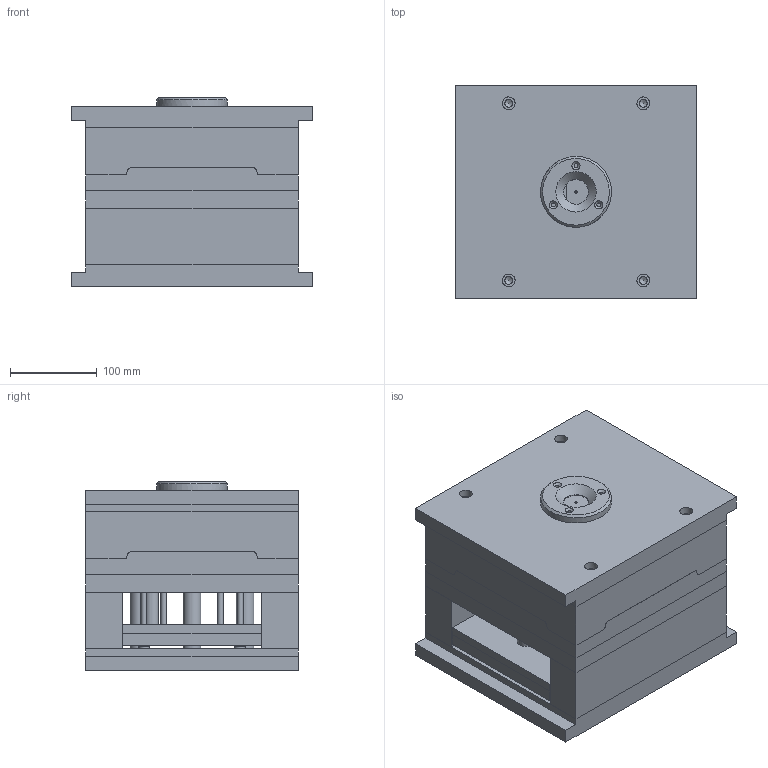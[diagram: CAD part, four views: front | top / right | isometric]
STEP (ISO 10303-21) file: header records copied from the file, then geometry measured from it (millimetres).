
FILE_DESCRIPTION(('FreeCAD Model'),'2;1');
FILE_NAME('Open CASCADE Shape Model','2025-05-04T18:07:45',('FreeCAD'),( 'FreeCAD'),'Open CASCADE STEP processor 7.6','FreeCAD','Unknown');
FILE_SCHEMA(('AUTOMOTIVE_DESIGN { 1 0 10303 214 1 1 1 1 }'));
Products named in the file (1): Open CASCADE STEP translator 7.6 1
Bounding box: 277.12 x 244.52 x 216.81 mm (x, y, z)
Volume: 11055250.2 mm3; surface area: 1349622.5 mm2
Topology: 44 solids, 44 shells, 3351 faces, 7830 edges, 4651 vertices
Faces by surface type: bspline 3351
Entity records: 148426 total; most frequent: CARTESIAN_POINT 102155, ORIENTED_EDGE 15644, EDGE_CURVE 7822, B_SPLINE_CURVE_WITH_KNOTS 5450, VERTEX_POINT 4651, FACE_BOUND 3627, EDGE_LOOP 3627, ADVANCED_FACE 3351
